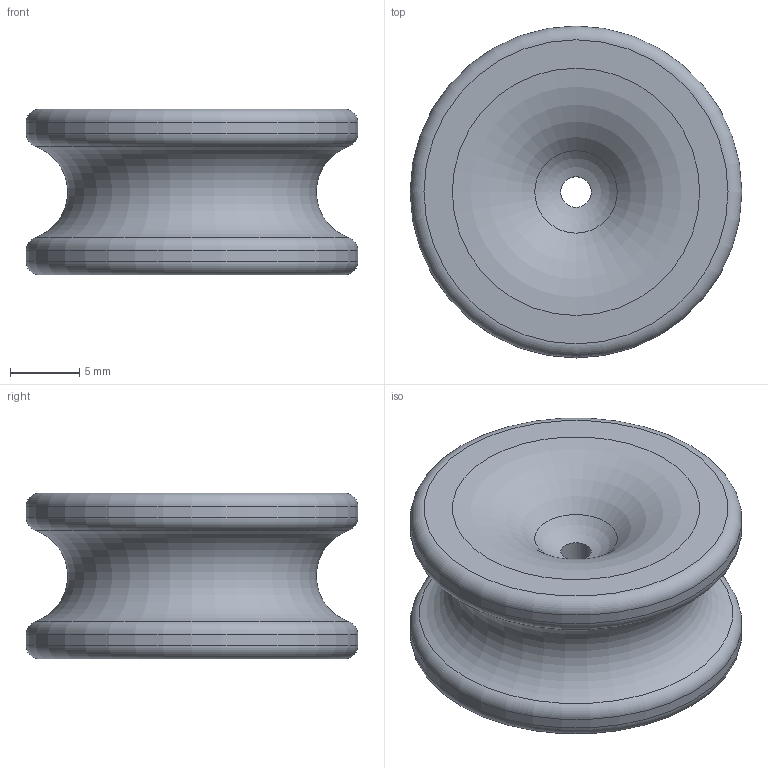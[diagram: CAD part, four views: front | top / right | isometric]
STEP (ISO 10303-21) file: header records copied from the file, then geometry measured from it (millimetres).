
FILE_DESCRIPTION(/* description */ (''),/* implementation_level */ '2;1');
FILE_NAME(/* name */ 'TraceurFlywheel.step',/* time_stamp */ '2024-03-18T11:01:27-04:00',/* author */ (''),/* organization */ (''),/* preprocessor_version */ 'ST-DEVELOPER v20',/* originating_system */ 'Autodesk Translation Framework v12.20.1.177',/* authorisation */ '');
FILE_SCHEMA (('AUTOMOTIVE_DESIGN { 1 0 10303 214 3 1 1 }'));
Length unit declared in the file: millimetre
Products named in the file (1): Flywheel
Bounding box: 24 x 24 x 12 mm (x, y, z)
Volume: 4055.2 mm3; surface area: 1891.2 mm2
Topology: 1 solids, 1 shells, 14 faces, 33 edges, 21 vertices
Faces by surface type: torus 7, cylinder 3, plane 2, cone 1, sphere 1
Full cylindrical faces by diameter (mm): 2.22 x1, 24 x2
Entity records: 448 total; most frequent: DIRECTION 92, CARTESIAN_POINT 69, ORIENTED_EDGE 66, AXIS2_PLACEMENT_3D 44, EDGE_CURVE 33, CIRCLE 29, VERTEX_POINT 21, EDGE_LOOP 16
